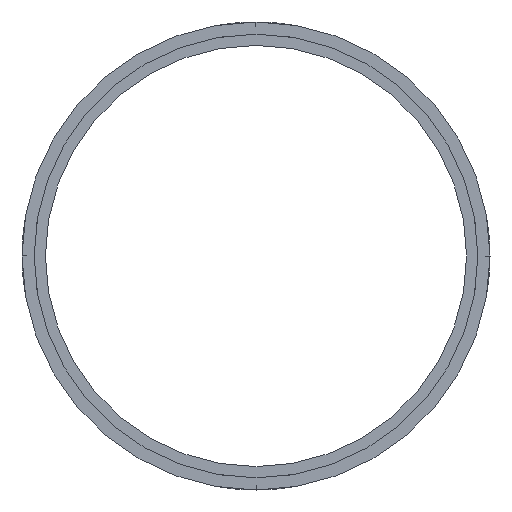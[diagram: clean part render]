
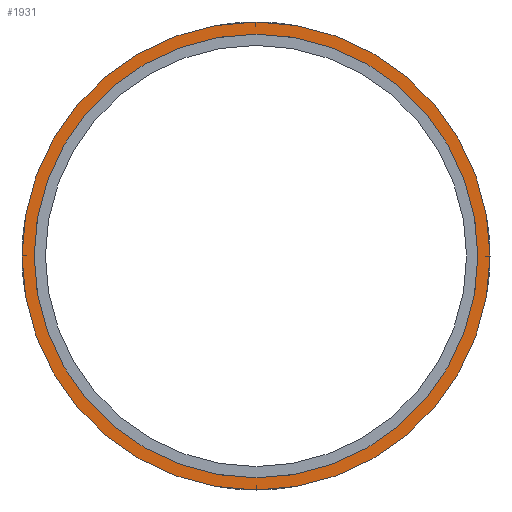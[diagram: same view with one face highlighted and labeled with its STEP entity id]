
A CAD part, left-side view. The second image highlights one B-rep face of the part: STEP entity #1931.
In plain terms, the highlighted planar face has unit normal (-1, 0, 0).
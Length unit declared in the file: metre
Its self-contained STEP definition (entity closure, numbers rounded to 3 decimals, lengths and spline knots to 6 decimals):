
#20 = ORIENTED_EDGE ( 'NONE', *, *, #746, .T. ) ;
#33 = DIRECTION ( 'NONE',  ( -1., 0., 0. ) ) ;
#55 = AXIS2_PLACEMENT_3D ( 'NONE', #1227, #33, #900 ) ;
#122 = AXIS2_PLACEMENT_3D ( 'NONE', #752, #1100, #1958 ) ;
#148 = CARTESIAN_POINT ( 'NONE',  ( -0.22825, -0.03175, -0.03175 ) ) ;
#157 = CIRCLE ( 'NONE', #122, 0.030099 ) ;
#230 = FACE_BOUND ( 'NONE', #1376, .T. ) ;
#255 = DIRECTION ( 'NONE',  ( 1., 0., 0. ) ) ;
#350 = ORIENTED_EDGE ( 'NONE', *, *, #789, .T. ) ;
#351 = EDGE_CURVE ( 'NONE', #1081, #1894, #654, .T. ) ;
#360 = VERTEX_POINT ( 'NONE', #1830 ) ;
#427 = VERTEX_POINT ( 'NONE', #1840 ) ;
#430 = EDGE_LOOP ( 'NONE', ( #572, #350 ) ) ;
#432 = DIRECTION ( 'NONE',  ( 0., 0., -1. ) ) ;
#444 = AXIS2_PLACEMENT_3D ( 'NONE', #1318, #620, #1500 ) ;
#477 = CIRCLE ( 'NONE', #55, 0.03175 ) ;
#528 = DIRECTION ( 'NONE',  ( 1., 0., 0. ) ) ;
#572 = ORIENTED_EDGE ( 'NONE', *, *, #986, .T. ) ;
#606 = CARTESIAN_POINT ( 'NONE',  ( -0.22825, 0., 0.030099 ) ) ;
#620 = DIRECTION ( 'NONE',  ( -1., 0., 0. ) ) ;
#654 = CIRCLE ( 'NONE', #1924, 0.030099 ) ;
#746 = EDGE_CURVE ( 'NONE', #1894, #1081, #157, .T. ) ;
#752 = CARTESIAN_POINT ( 'NONE',  ( -0.22825, 0., 0. ) ) ;
#789 = EDGE_CURVE ( 'NONE', #427, #360, #2183, .T. ) ;
#900 = DIRECTION ( 'NONE',  ( 0., 0., -1. ) ) ;
#913 = FACE_OUTER_BOUND ( 'NONE', #430, .T. ) ;
#934 = CARTESIAN_POINT ( 'NONE',  ( -0.22825, 0., -0.030099 ) ) ;
#986 = EDGE_CURVE ( 'NONE', #360, #427, #477, .T. ) ;
#997 = DIRECTION ( 'NONE',  ( 0., 0., -1. ) ) ;
#1081 = VERTEX_POINT ( 'NONE', #606 ) ;
#1095 = ORIENTED_EDGE ( 'NONE', *, *, #351, .T. ) ;
#1100 = DIRECTION ( 'NONE',  ( 1., 0., 0. ) ) ;
#1157 = CARTESIAN_POINT ( 'NONE',  ( -0.22825, 0., 0. ) ) ;
#1206 = AXIS2_PLACEMENT_3D ( 'NONE', #148, #528, #997 ) ;
#1227 = CARTESIAN_POINT ( 'NONE',  ( -0.22825, 0., 0. ) ) ;
#1318 = CARTESIAN_POINT ( 'NONE',  ( -0.22825, 0., 0. ) ) ;
#1376 = EDGE_LOOP ( 'NONE', ( #1095, #20 ) ) ;
#1500 = DIRECTION ( 'NONE',  ( 0., 0., -1. ) ) ;
#1694 = PLANE ( 'NONE',  #1206 ) ;
#1830 = CARTESIAN_POINT ( 'NONE',  ( -0.22825, 0., 0.03175 ) ) ;
#1840 = CARTESIAN_POINT ( 'NONE',  ( -0.22825, 0., -0.03175 ) ) ;
#1894 = VERTEX_POINT ( 'NONE', #934 ) ;
#1924 = AXIS2_PLACEMENT_3D ( 'NONE', #1157, #255, #432 ) ;
#1931 = ADVANCED_FACE ( 'NONE', ( #230, #913 ), #1694, .F. ) ;
#1958 = DIRECTION ( 'NONE',  ( 0., 0., -1. ) ) ;
#2183 = CIRCLE ( 'NONE', #444, 0.03175 ) ;
